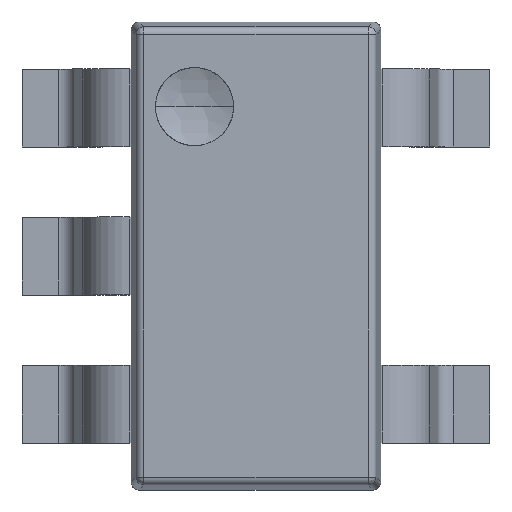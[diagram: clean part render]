
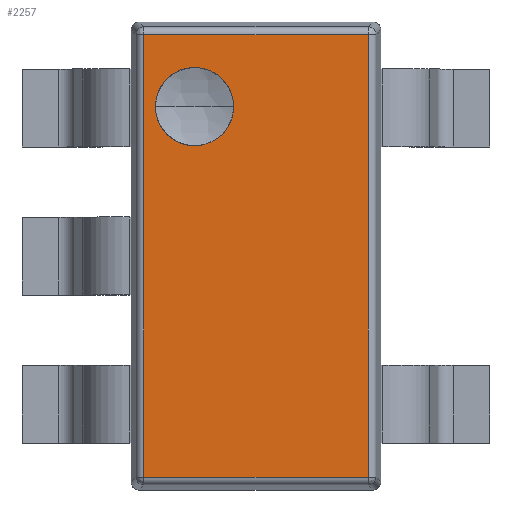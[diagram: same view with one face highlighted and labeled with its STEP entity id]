
A CAD part, top view. The second image highlights one B-rep face of the part: STEP entity #2257.
In plain terms, the highlighted planar face has unit normal (0, 0, 1).
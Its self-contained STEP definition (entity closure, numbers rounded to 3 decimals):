
#65 = VERTEX_POINT ( 'NONE', #1562 ) ;
#87 = VERTEX_POINT ( 'NONE', #2796 ) ;
#89 = CARTESIAN_POINT ( 'NONE',  ( -0.8, -1.5, 1.3 ) ) ;
#124 = CARTESIAN_POINT ( 'NONE',  ( -0.463, 1.207, 1.3 ) ) ;
#267 = CARTESIAN_POINT ( 'NONE',  ( -0.144, 0.957, 1.3 ) ) ;
#272 = CARTESIAN_POINT ( 'NONE',  ( -0.144, 0.957, 1.3 ) ) ;
#328 = CARTESIAN_POINT ( 'NONE',  ( -0.522, 0.732, 1.3 ) ) ;
#348 = CARTESIAN_POINT ( 'NONE',  ( -0.266, 0.732, 1.3 ) ) ;
#396 = EDGE_CURVE ( 'NONE', #2623, #65, #2371, .T. ) ;
#403 = LINE ( 'NONE', #2591, #2560 ) ;
#462 = CARTESIAN_POINT ( 'NONE',  ( -0.168, 1.064, 1.3 ) ) ;
#481 = CARTESIAN_POINT ( 'NONE',  ( -0.205, 1.122, 1.3 ) ) ;
#483 = EDGE_CURVE ( 'NONE', #723, #87, #2740, .T. ) ;
#517 = ORIENTED_EDGE ( 'NONE', *, *, #1317, .T. ) ;
#591 = DIRECTION ( 'NONE',  ( -1., 0., 0. ) ) ;
#603 = EDGE_CURVE ( 'NONE', #65, #723, #403, .T. ) ;
#661 = ORIENTED_EDGE ( 'NONE', *, *, #3069, .T. ) ;
#667 = CARTESIAN_POINT ( 'NONE',  ( -0.719, 1.419, 1.3 ) ) ;
#716 = FACE_OUTER_BOUND ( 'NONE', #2812, .T. ) ;
#723 = VERTEX_POINT ( 'NONE', #1646 ) ;
#741 = CARTESIAN_POINT ( 'NONE',  ( -0.644, 0.888, 1.3 ) ) ;
#745 = B_SPLINE_CURVE_WITH_KNOTS ( 'NONE', 3,
 ( #1687, #1935, #3853, #3464, #124, #1672, #2943, #481, #3506, #1330, #462, #3813, #768, #1021 ),
 .UNSPECIFIED., .F., .F.,
 ( 4, 2, 2, 2, 2, 2, 4 ),
 ( 0.5, 0.625, 0.75, 0.875, 0.906, 0.937, 1. ),
 .UNSPECIFIED. ) ;
#768 = CARTESIAN_POINT ( 'NONE',  ( -0.144, 0.989, 1.3 ) ) ;
#980 = VERTEX_POINT ( 'NONE', #272 ) ;
#1021 = CARTESIAN_POINT ( 'NONE',  ( -0.144, 0.957, 1.3 ) ) ;
#1156 = DIRECTION ( 'NONE',  ( 0., -1., 0. ) ) ;
#1247 = AXIS2_PLACEMENT_3D ( 'NONE', #89, #1679, #3799 ) ;
#1288 = FACE_BOUND ( 'NONE', #3504, .T. ) ;
#1317 = EDGE_CURVE ( 'NONE', #980, #2062, #2052, .T. ) ;
#1330 = CARTESIAN_POINT ( 'NONE',  ( -0.176, 1.08, 1.3 ) ) ;
#1492 = CARTESIAN_POINT ( 'NONE',  ( -0.325, 0.707, 1.3 ) ) ;
#1562 = CARTESIAN_POINT ( 'NONE',  ( -0.719, -1.419, 1.3 ) ) ;
#1600 = ORIENTED_EDGE ( 'NONE', *, *, #483, .T. ) ;
#1646 = CARTESIAN_POINT ( 'NONE',  ( 0.719, -1.419, 1.3 ) ) ;
#1672 = CARTESIAN_POINT ( 'NONE',  ( -0.325, 1.207, 1.3 ) ) ;
#1679 = DIRECTION ( 'NONE',  ( 0., 0., 1. ) ) ;
#1687 = CARTESIAN_POINT ( 'NONE',  ( -0.644, 0.957, 1.3 ) ) ;
#1792 = CARTESIAN_POINT ( 'NONE',  ( -0.463, 0.707, 1.3 ) ) ;
#1932 = ORIENTED_EDGE ( 'NONE', *, *, #2082, .T. ) ;
#1935 = CARTESIAN_POINT ( 'NONE',  ( -0.644, 1.026, 1.3 ) ) ;
#2050 = CARTESIAN_POINT ( 'NONE',  ( -0.719, -1.5, 1.3 ) ) ;
#2052 = B_SPLINE_CURVE_WITH_KNOTS ( 'NONE', 3,
 ( #267, #3961, #3660, #348, #1492, #1792, #328, #2746, #741, #2394 ),
 .UNSPECIFIED., .F., .F.,
 ( 4, 2, 2, 2, 4 ),
 ( 0., 0.125, 0.25, 0.375, 0.5 ),
 .UNSPECIFIED. ) ;
#2062 = VERTEX_POINT ( 'NONE', #3058 ) ;
#2082 = EDGE_CURVE ( 'NONE', #87, #2623, #3416, .T. ) ;
#2257 = ADVANCED_FACE ( 'N', ( #1288, #716 ), #2892, .T. ) ;
#2371 = LINE ( 'NONE', #2050, #2755 ) ;
#2394 = CARTESIAN_POINT ( 'NONE',  ( -0.644, 0.957, 1.3 ) ) ;
#2560 = VECTOR ( 'NONE', #3518, 1000. ) ;
#2591 = CARTESIAN_POINT ( 'NONE',  ( -0.8, -1.419, 1.3 ) ) ;
#2621 = ORIENTED_EDGE ( 'NONE', *, *, #396, .T. ) ;
#2623 = VERTEX_POINT ( 'NONE', #667 ) ;
#2740 = LINE ( 'NONE', #2813, #3901 ) ;
#2746 = CARTESIAN_POINT ( 'NONE',  ( -0.62, 0.829, 1.3 ) ) ;
#2755 = VECTOR ( 'NONE', #1156, 1000. ) ;
#2796 = CARTESIAN_POINT ( 'NONE',  ( 0.719, 1.419, 1.3 ) ) ;
#2812 = EDGE_LOOP ( 'NONE', ( #1600, #1932, #2621, #3907 ) ) ;
#2813 = CARTESIAN_POINT ( 'NONE',  ( 0.719, -1.5, 1.3 ) ) ;
#2892 = PLANE ( 'NONE',  #1247 ) ;
#2943 = CARTESIAN_POINT ( 'NONE',  ( -0.266, 1.182, 1.3 ) ) ;
#3058 = CARTESIAN_POINT ( 'NONE',  ( -0.644, 0.957, 1.3 ) ) ;
#3063 = DIRECTION ( 'NONE',  ( 0., 1., 0. ) ) ;
#3069 = EDGE_CURVE ( 'NONE', #2062, #980, #745, .T. ) ;
#3416 = LINE ( 'NONE', #3715, #3881 ) ;
#3464 = CARTESIAN_POINT ( 'NONE',  ( -0.522, 1.183, 1.3 ) ) ;
#3504 = EDGE_LOOP ( 'NONE', ( #517, #661 ) ) ;
#3506 = CARTESIAN_POINT ( 'NONE',  ( -0.195, 1.109, 1.3 ) ) ;
#3518 = DIRECTION ( 'NONE',  ( 1., 0., 0. ) ) ;
#3660 = CARTESIAN_POINT ( 'NONE',  ( -0.169, 0.829, 1.3 ) ) ;
#3715 = CARTESIAN_POINT ( 'NONE',  ( -0.8, 1.419, 1.3 ) ) ;
#3799 = DIRECTION ( 'NONE',  ( 1., 0., 0. ) ) ;
#3813 = CARTESIAN_POINT ( 'NONE',  ( -0.15, 1.02, 1.3 ) ) ;
#3853 = CARTESIAN_POINT ( 'NONE',  ( -0.619, 1.085, 1.3 ) ) ;
#3881 = VECTOR ( 'NONE', #591, 1000. ) ;
#3901 = VECTOR ( 'NONE', #3063, 1000. ) ;
#3907 = ORIENTED_EDGE ( 'NONE', *, *, #603, .T. ) ;
#3961 = CARTESIAN_POINT ( 'NONE',  ( -0.144, 0.888, 1.3 ) ) ;
